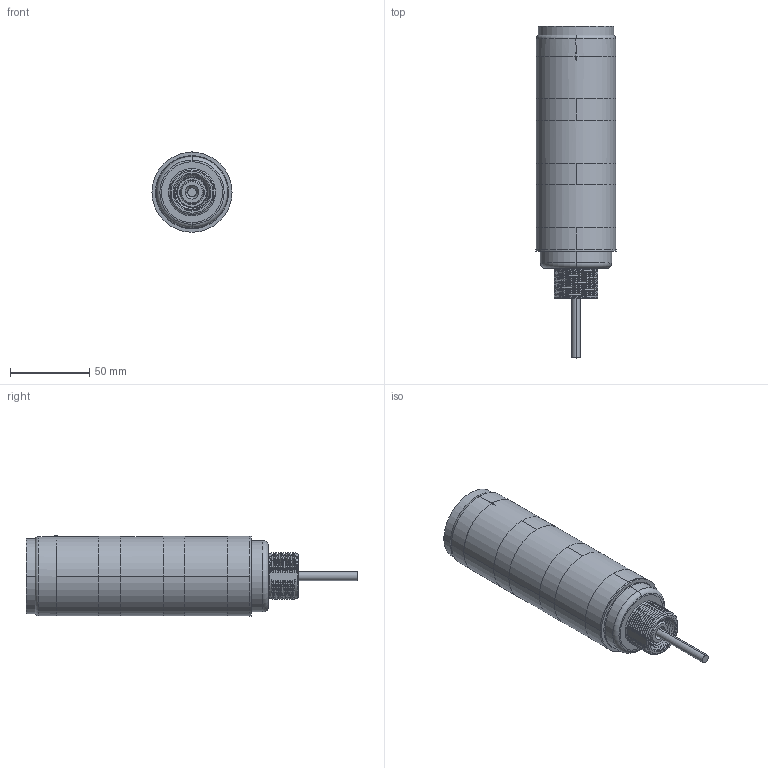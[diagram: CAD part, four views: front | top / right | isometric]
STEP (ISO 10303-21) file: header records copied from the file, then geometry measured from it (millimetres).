
FILE_DESCRIPTION((''),'2;1');
FILE_NAME('212916_ASM','2019-07-26T08:14:03',('pdmadmin'),('BANNER ENGINEERING'),'CREO PARAMETRIC BY PTC INC, 2018300','CREO PARAMETRIC BY PTC INC, 2018300','');
FILE_SCHEMA(('CONFIG_CONTROL_DESIGN'));
Products named in the file (6): 212350; 32626; CABLE_215; 212360; 212363; 212916_ASM
Assembly tree (5 placements, depth 2):
  212916_ASM
    212350
    32626
    CABLE_215
    212360
    212363
Bounding box: 50.5 x 209.15 x 50.75 mm (x, y, z)
Volume: 88564.8 mm3; surface area: 79549.4 mm2
Topology: 5 solids, 11 shells, 989 faces, 2414 edges, 1459 vertices
Faces by surface type: cylinder 307, bspline 256, plane 209, torus 110, cone 54, sphere 49, extrusion 4
Entity records: 58223 total; most frequent: CARTESIAN_POINT 36796, ORIENTED_EDGE 4802, DIRECTION 4007, EDGE_CURVE 2412, AXIS2_PLACEMENT_3D 1663, VERTEX_POINT 1459, EDGE_LOOP 1020, FACE_OUTER_BOUND 989
